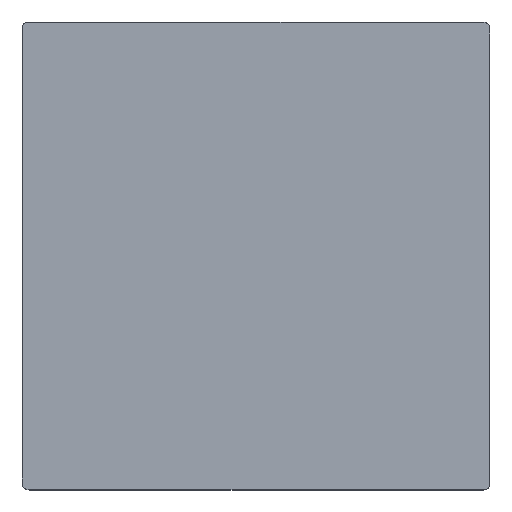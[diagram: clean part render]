
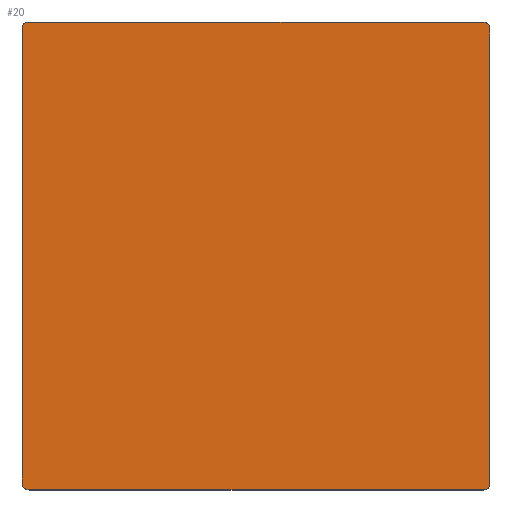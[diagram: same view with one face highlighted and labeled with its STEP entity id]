
A CAD part, top view. The second image highlights one B-rep face of the part: STEP entity #20.
In plain terms, the highlighted planar face has unit normal (0, 0, 1).
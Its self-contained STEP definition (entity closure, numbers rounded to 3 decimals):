
#20=ADVANCED_FACE($,(#36),#183,.T.);
#36=FACE_OUTER_BOUND($,#52,.T.);
#52=EDGE_LOOP($,(#72,#73));
#72=ORIENTED_EDGE($,*,*,#128,.T.);
#73=ORIENTED_EDGE($,*,*,#131,.T.);
#128=EDGE_CURVE($,#157,#159,#211,.T.);
#131=EDGE_CURVE($,#159,#157,#213,.T.);
#157=VERTEX_POINT($,#415);
#159=VERTEX_POINT($,#417);
#183=PLANE($,#311);
#211=(
BOUNDED_CURVE()
B_SPLINE_CURVE(2,(#347,#348,#349,#350,#351,#352,#353,#354,#355),.UNSPECIFIED.,
.F.,.F.)
B_SPLINE_CURVE_WITH_KNOTS((3,2,2,2,3),(0.,31.416,1391.416,
1422.832,2782.832),.UNSPECIFIED.)
CURVE()
GEOMETRIC_REPRESENTATION_ITEM()
RATIONAL_B_SPLINE_CURVE((1.,0.707,1.,1.,1.,0.707,
1.,1.,1.))
REPRESENTATION_ITEM($)
);
#213=(
BOUNDED_CURVE()
B_SPLINE_CURVE(2,(#367,#368,#369,#370,#371,#372,#373,#374,#375),.UNSPECIFIED.,
.F.,.F.)
B_SPLINE_CURVE_WITH_KNOTS((3,2,2,2,3),(2782.832,2814.248,
4174.248,4205.664,5565.664),.UNSPECIFIED.)
CURVE()
GEOMETRIC_REPRESENTATION_ITEM()
RATIONAL_B_SPLINE_CURVE((1.,0.707,1.,1.,1.,0.707,
1.,1.,1.))
REPRESENTATION_ITEM($)
);
#311=AXIS2_PLACEMENT_3D($,#395,#324,$);
#324=DIRECTION($,(0.,0.,1.));
#347=CARTESIAN_POINT($,(1380.,0.,736.));
#348=CARTESIAN_POINT($,(1400.,0.,736.));
#349=CARTESIAN_POINT($,(1400.,20.,736.));
#350=CARTESIAN_POINT($,(1400.,700.,736.));
#351=CARTESIAN_POINT($,(1400.,1380.,736.));
#352=CARTESIAN_POINT($,(1400.,1400.,736.));
#353=CARTESIAN_POINT($,(1380.,1400.,736.));
#354=CARTESIAN_POINT($,(700.,1400.,736.));
#355=CARTESIAN_POINT($,(20.,1400.,736.));
#367=CARTESIAN_POINT($,(20.,1400.,736.));
#368=CARTESIAN_POINT($,(0.,1400.,736.));
#369=CARTESIAN_POINT($,(0.,1380.,736.));
#370=CARTESIAN_POINT($,(0.,700.,736.));
#371=CARTESIAN_POINT($,(0.,20.,736.));
#372=CARTESIAN_POINT($,(0.,0.,736.));
#373=CARTESIAN_POINT($,(20.,0.,736.));
#374=CARTESIAN_POINT($,(700.,0.,736.));
#375=CARTESIAN_POINT($,(1380.,0.,736.));
#395=CARTESIAN_POINT($,(0.,1400.,736.));
#415=CARTESIAN_POINT($,(1380.,0.,736.));
#417=CARTESIAN_POINT($,(20.,1400.,736.));
